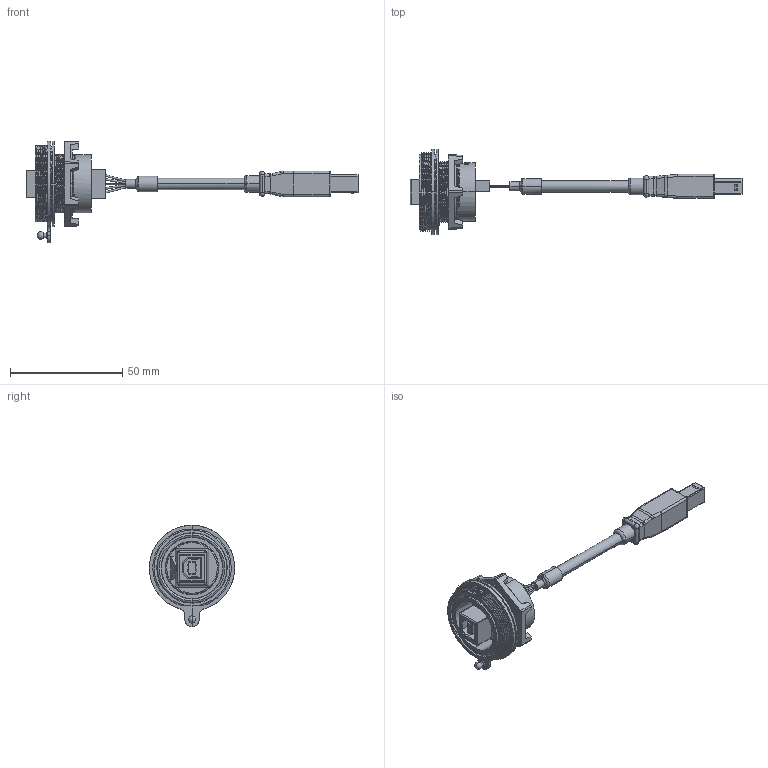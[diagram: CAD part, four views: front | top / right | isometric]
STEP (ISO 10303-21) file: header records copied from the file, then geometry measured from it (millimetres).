
FILE_DESCRIPTION(('STEP AP242'),'1');
FILE_NAME('px0844-b-0m50-b.stp','2023-03-01T11:10:02',('TraceParts'),('TraceParts S.A.'),'Spatial InterOp 3D',' ',' ');
FILE_SCHEMA(('AP242_MANAGED_MODEL_BASED_3D_ENGINEERING_MIM_LF {1 0 10303 442 1 1 4}'));
Length unit declared in the file: millimetre
Products named in the file (1): LIST_PX0844-X-0M50-X_SW0002
Bounding box: 147.68 x 37.93 x 45.09 mm (x, y, z)
Volume: 17999.3 mm3; surface area: 17288.3 mm2
Topology: 2 solids, 2 shells, 1079 faces, 2865 edges, 1809 vertices
Faces by surface type: plane 606, cylinder 254, bspline 116, cone 48, torus 45, sphere 10
Entity records: 41479 total; most frequent: CARTESIAN_POINT 15837, ORIENTED_EDGE 5726, DIRECTION 4742, EDGE_CURVE 2863, VERTEX_POINT 1810, LINE 1628, VECTOR 1628, AXIS2_PLACEMENT_3D 1557
